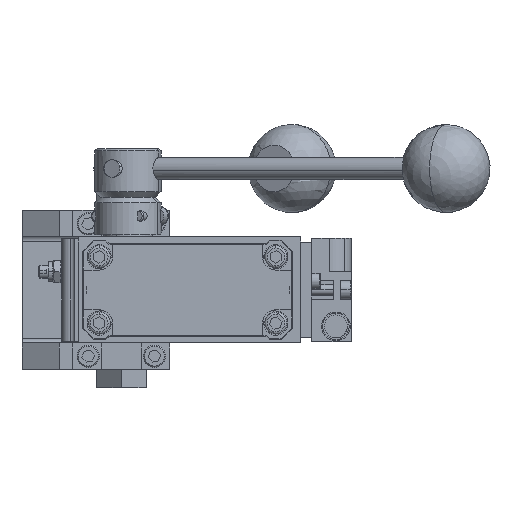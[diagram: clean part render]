
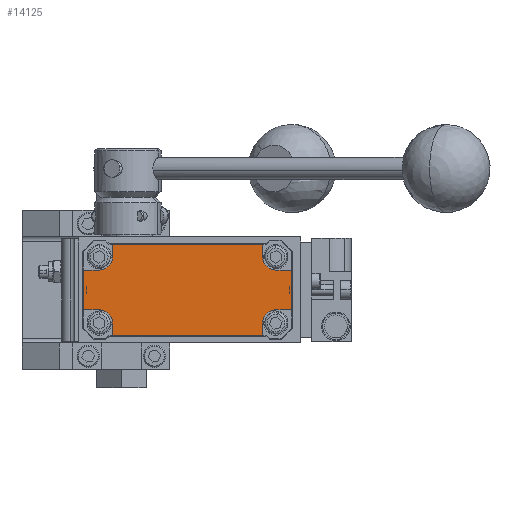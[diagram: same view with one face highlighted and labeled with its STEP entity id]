
A CAD part, front view. The second image highlights one B-rep face of the part: STEP entity #14125.
In plain terms, the highlighted planar face has unit normal (0, -1, 0).
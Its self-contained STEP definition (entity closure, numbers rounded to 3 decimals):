
#13454=CARTESIAN_POINT('',(-146.701,-111.356,125.203));
#13455=VERTEX_POINT('',#13454);
#13462=CARTESIAN_POINT('',(-146.701,-111.356,143.203));
#13463=VERTEX_POINT('',#13462);
#13464=CARTESIAN_POINT('',(-146.701,-111.356,143.203));
#13465=DIRECTION('',(0.0,0.0,-1.0));
#13466=VECTOR('',#13465,18.);
#13467=LINE('',#13464,#13466);
#13468=EDGE_CURVE('',#13455,#13463,#13467,.F.);
#13562=CARTESIAN_POINT('',(-65.62,-111.356,113.621));
#13563=VERTEX_POINT('',#13562);
#13570=CARTESIAN_POINT('',(-133.62,-111.356,113.621));
#13571=VERTEX_POINT('',#13570);
#13572=CARTESIAN_POINT('',(-133.62,-111.356,113.621));
#13573=DIRECTION('',(1.0,0.0,0.0));
#13574=VECTOR('',#13573,68.);
#13575=LINE('',#13572,#13574);
#13576=EDGE_CURVE('',#13563,#13571,#13575,.F.);
#13611=CARTESIAN_POINT('',(-52.539,-111.356,143.203));
#13612=VERTEX_POINT('',#13611);
#13634=CARTESIAN_POINT('',(-65.62,-111.356,154.784));
#13635=VERTEX_POINT('',#13634);
#13657=CARTESIAN_POINT('',(-65.62,-111.356,149.203));
#13658=VERTEX_POINT('',#13657);
#13665=CARTESIAN_POINT('',(-59.62,-111.356,143.203));
#13666=VERTEX_POINT('',#13665);
#13667=CARTESIAN_POINT('',(-59.62,-111.356,149.203));
#13668=DIRECTION('',(0.0,1.0,0.0));
#13669=DIRECTION('',(0.0,0.0,1.0));
#13670=AXIS2_PLACEMENT_3D('',#13667,#13668,#13669);
#13671=CIRCLE('',#13670,6.);
#13672=EDGE_CURVE('',#13666,#13658,#13671,.T.);
#13691=CARTESIAN_POINT('',(-65.62,-111.356,149.203));
#13692=DIRECTION('',(0.0,0.0,1.0));
#13693=VECTOR('',#13692,5.581);
#13694=LINE('',#13691,#13693);
#13695=EDGE_CURVE('',#13658,#13635,#13694,.T.);
#13708=CARTESIAN_POINT('',(-52.539,-111.356,143.203));
#13709=DIRECTION('',(-1.0,0.0,0.0));
#13710=VECTOR('',#13709,7.081);
#13711=LINE('',#13708,#13710);
#13712=EDGE_CURVE('',#13612,#13666,#13711,.T.);
#13725=CARTESIAN_POINT('',(-139.62,-111.356,125.203));
#13726=VERTEX_POINT('',#13725);
#13733=CARTESIAN_POINT('',(-146.701,-111.356,125.203));
#13734=DIRECTION('',(1.0,0.0,0.0));
#13735=VECTOR('',#13734,7.081);
#13736=LINE('',#13733,#13735);
#13737=EDGE_CURVE('',#13455,#13726,#13736,.T.);
#13747=CARTESIAN_POINT('',(-133.62,-111.356,119.203));
#13748=VERTEX_POINT('',#13747);
#13755=CARTESIAN_POINT('',(-139.62,-111.356,119.203));
#13756=DIRECTION('',(0.0,1.0,0.0));
#13757=DIRECTION('',(0.0,0.0,1.0));
#13758=AXIS2_PLACEMENT_3D('',#13755,#13756,#13757);
#13759=CIRCLE('',#13758,6.);
#13760=EDGE_CURVE('',#13726,#13748,#13759,.T.);
#13773=CARTESIAN_POINT('',(-133.62,-111.356,119.203));
#13774=DIRECTION('',(0.0,0.0,-1.0));
#13775=VECTOR('',#13774,5.581);
#13776=LINE('',#13773,#13775);
#13777=EDGE_CURVE('',#13748,#13571,#13776,.T.);
#13805=CARTESIAN_POINT('',(-52.539,-111.356,125.203));
#13806=VERTEX_POINT('',#13805);
#13829=CARTESIAN_POINT('',(-59.62,-111.356,125.203));
#13830=VERTEX_POINT('',#13829);
#13837=CARTESIAN_POINT('',(-65.62,-111.356,119.203));
#13838=VERTEX_POINT('',#13837);
#13839=CARTESIAN_POINT('',(-59.62,-111.356,119.203));
#13840=DIRECTION('',(0.0,1.0,0.0));
#13841=DIRECTION('',(0.0,0.0,1.0));
#13842=AXIS2_PLACEMENT_3D('',#13839,#13840,#13841);
#13843=CIRCLE('',#13842,6.);
#13844=EDGE_CURVE('',#13838,#13830,#13843,.T.);
#13863=CARTESIAN_POINT('',(-59.62,-111.356,125.203));
#13864=DIRECTION('',(1.0,0.0,0.0));
#13865=VECTOR('',#13864,7.081);
#13866=LINE('',#13863,#13865);
#13867=EDGE_CURVE('',#13830,#13806,#13866,.T.);
#13880=CARTESIAN_POINT('',(-65.62,-111.356,113.621));
#13881=DIRECTION('',(0.0,0.0,1.0));
#13882=VECTOR('',#13881,5.581);
#13883=LINE('',#13880,#13882);
#13884=EDGE_CURVE('',#13563,#13838,#13883,.T.);
#13895=CARTESIAN_POINT('',(-133.62,-111.356,154.784));
#13896=VERTEX_POINT('',#13895);
#13918=CARTESIAN_POINT('',(-139.62,-111.356,143.203));
#13919=VERTEX_POINT('',#13918);
#13926=CARTESIAN_POINT('',(-133.62,-111.356,149.203));
#13927=VERTEX_POINT('',#13926);
#13928=CARTESIAN_POINT('',(-139.62,-111.356,149.203));
#13929=DIRECTION('',(0.0,1.0,0.0));
#13930=DIRECTION('',(0.0,0.0,1.0));
#13931=AXIS2_PLACEMENT_3D('',#13928,#13929,#13930);
#13932=CIRCLE('',#13931,6.);
#13933=EDGE_CURVE('',#13927,#13919,#13932,.T.);
#13951=CARTESIAN_POINT('',(-139.62,-111.356,143.203));
#13952=DIRECTION('',(-1.0,0.0,0.0));
#13953=VECTOR('',#13952,7.081);
#13954=LINE('',#13951,#13953);
#13955=EDGE_CURVE('',#13919,#13463,#13954,.T.);
#13969=CARTESIAN_POINT('',(-133.62,-111.356,154.784));
#13970=DIRECTION('',(0.0,0.0,-1.0));
#13971=VECTOR('',#13970,5.581);
#13972=LINE('',#13969,#13971);
#13973=EDGE_CURVE('',#13896,#13927,#13972,.T.);
#14046=CARTESIAN_POINT('',(-52.539,-111.356,125.203));
#14047=DIRECTION('',(0.0,0.0,1.0));
#14048=VECTOR('',#14047,18.);
#14049=LINE('',#14046,#14048);
#14050=EDGE_CURVE('',#13612,#13806,#14049,.F.);
#14097=CARTESIAN_POINT('',(-99.62,-111.356,134.203));
#14098=DIRECTION('',(0.0,1.0,0.0));
#14099=DIRECTION('',(0.0,0.0,-1.0));
#14100=AXIS2_PLACEMENT_3D('',#14097,#14098,#14099);
#14101=PLANE('',#14100);
#14102=ORIENTED_EDGE('',*,*,#13695,.T.);
#14103=CARTESIAN_POINT('',(-65.62,-111.356,154.784));
#14104=DIRECTION('',(-1.0,0.0,0.0));
#14105=VECTOR('',#14104,68.);
#14106=LINE('',#14103,#14105);
#14107=EDGE_CURVE('',#13896,#13635,#14106,.F.);
#14108=ORIENTED_EDGE('',*,*,#14107,.F.);
#14109=ORIENTED_EDGE('',*,*,#13973,.T.);
#14110=ORIENTED_EDGE('',*,*,#13933,.T.);
#14111=ORIENTED_EDGE('',*,*,#13955,.T.);
#14112=ORIENTED_EDGE('',*,*,#13468,.F.);
#14113=ORIENTED_EDGE('',*,*,#13737,.T.);
#14114=ORIENTED_EDGE('',*,*,#13760,.T.);
#14115=ORIENTED_EDGE('',*,*,#13777,.T.);
#14116=ORIENTED_EDGE('',*,*,#13576,.F.);
#14117=ORIENTED_EDGE('',*,*,#13884,.T.);
#14118=ORIENTED_EDGE('',*,*,#13844,.T.);
#14119=ORIENTED_EDGE('',*,*,#13867,.T.);
#14120=ORIENTED_EDGE('',*,*,#14050,.F.);
#14121=ORIENTED_EDGE('',*,*,#13712,.T.);
#14122=ORIENTED_EDGE('',*,*,#13672,.T.);
#14123=EDGE_LOOP('',(#14102,#14108,#14109,#14110,#14111,#14112,#14113,#14114,#14115,#14116,#14117,#14118,#14119,#14120,#14121,#14122));
#14124=FACE_OUTER_BOUND('',#14123,.T.);
#14125=ADVANCED_FACE('',(#14124),#14101,.F.);
